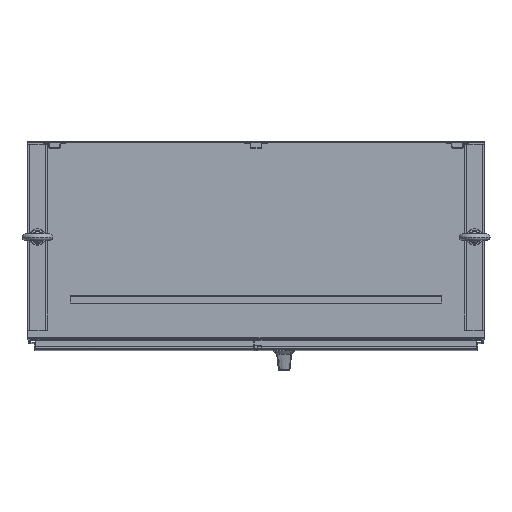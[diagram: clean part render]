
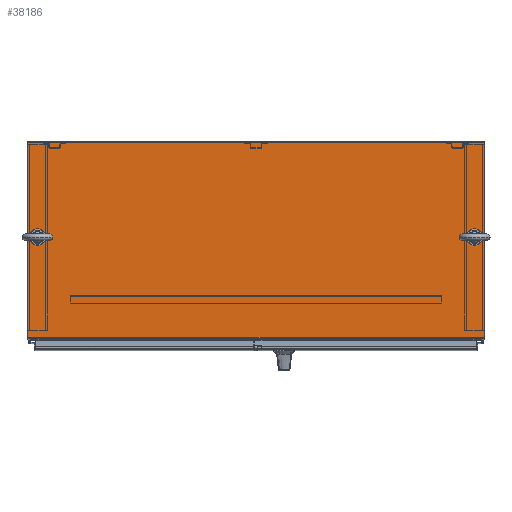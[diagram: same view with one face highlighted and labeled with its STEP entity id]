
A CAD part, top view. The second image highlights one B-rep face of the part: STEP entity #38186.
In plain terms, the highlighted planar face has unit normal (0, 0, 1).
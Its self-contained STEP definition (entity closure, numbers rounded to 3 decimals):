
#1711 = CARTESIAN_POINT ( 'NONE',  ( -22.937, -9.938, 30.063 ) ) ;
#2143 = VERTEX_POINT ( 'NONE', #55041 ) ;
#3184 = DIRECTION ( 'NONE',  ( 0., 1., 0. ) ) ;
#6615 = CARTESIAN_POINT ( 'NONE',  ( -23.937, -20.45, 30.063 ) ) ;
#9087 = ORIENTED_EDGE ( 'NONE', *, *, #69781, .T. ) ;
#9539 = CARTESIAN_POINT ( 'NONE',  ( -23.937, 0., 30.063 ) ) ;
#10028 = VERTEX_POINT ( 'NONE', #24909 ) ;
#10029 = DIRECTION ( 'NONE',  ( -1., 0., 0. ) ) ;
#11621 = CARTESIAN_POINT ( 'NONE',  ( 23.937, -20.593, 30.063 ) ) ;
#16527 = LINE ( 'NONE', #9539, #22175 ) ;
#16644 = DIRECTION ( 'NONE',  ( 0., 0., -1. ) ) ;
#18612 = DIRECTION ( 'NONE',  ( 0., 0., -1. ) ) ;
#22175 = VECTOR ( 'NONE', #10029, 39.37 ) ;
#23036 = DIRECTION ( 'NONE',  ( 0., 0., 1. ) ) ;
#23537 = PLANE ( 'NONE',  #30259 ) ;
#24909 = CARTESIAN_POINT ( 'NONE',  ( 23.311, -9.938, 30.063 ) ) ;
#25596 = CIRCLE ( 'NONE', #47937, 0.375 ) ;
#28004 = ORIENTED_EDGE ( 'NONE', *, *, #96241, .T. ) ;
#29793 = DIRECTION ( 'NONE',  ( 1., 0., 0. ) ) ;
#29907 = ORIENTED_EDGE ( 'NONE', *, *, #92500, .T. ) ;
#30259 = AXIS2_PLACEMENT_3D ( 'NONE', #38971, #23036, #52461 ) ;
#31223 = ORIENTED_EDGE ( 'NONE', *, *, #91221, .T. ) ;
#31392 = EDGE_LOOP ( 'NONE', ( #31223, #86746 ) ) ;
#32068 = DIRECTION ( 'NONE',  ( 0., 0., -1. ) ) ;
#37644 = LINE ( 'NONE', #52623, #81744 ) ;
#38186 = ADVANCED_FACE ( 'NONE', ( #69345, #38473, #68847 ), #23537, .T. ) ;
#38345 = CIRCLE ( 'NONE', #62269, 0.375 ) ;
#38473 = FACE_OUTER_BOUND ( 'NONE', #82068, .T. ) ;
#38971 = CARTESIAN_POINT ( 'NONE',  ( -23.937, -20.593, 30.063 ) ) ;
#43303 = CARTESIAN_POINT ( 'NONE',  ( -23.937, -20.45, 30.063 ) ) ;
#43364 = ORIENTED_EDGE ( 'NONE', *, *, #46394, .T. ) ;
#43493 = VERTEX_POINT ( 'NONE', #89879 ) ;
#46394 = EDGE_CURVE ( 'NONE', #51610, #10028, #38345, .T. ) ;
#47750 = VERTEX_POINT ( 'NONE', #81841 ) ;
#47937 = AXIS2_PLACEMENT_3D ( 'NONE', #50476, #18612, #94833 ) ;
#49458 = VERTEX_POINT ( 'NONE', #58043 ) ;
#50476 = CARTESIAN_POINT ( 'NONE',  ( 22.936, -9.938, 30.063 ) ) ;
#51610 = VERTEX_POINT ( 'NONE', #65115 ) ;
#51631 = DIRECTION ( 'NONE',  ( 0., -1., 0. ) ) ;
#52461 = DIRECTION ( 'NONE',  ( 1., 0., 0. ) ) ;
#52623 = CARTESIAN_POINT ( 'NONE',  ( -23.937, -20.593, 30.063 ) ) ;
#52837 = CARTESIAN_POINT ( 'NONE',  ( -22.562, -9.938, 30.063 ) ) ;
#53019 = CIRCLE ( 'NONE', #78468, 0.375 ) ;
#53654 = VERTEX_POINT ( 'NONE', #43303 ) ;
#54991 = CARTESIAN_POINT ( 'NONE',  ( 22.936, -9.938, 30.063 ) ) ;
#55041 = CARTESIAN_POINT ( 'NONE',  ( 23.937, 0., 30.063 ) ) ;
#58043 = CARTESIAN_POINT ( 'NONE',  ( -23.312, -9.938, 30.063 ) ) ;
#61410 = ORIENTED_EDGE ( 'NONE', *, *, #90509, .T. ) ;
#62269 = AXIS2_PLACEMENT_3D ( 'NONE', #54991, #16644, #63926 ) ;
#63879 = DIRECTION ( 'NONE',  ( 0., 0., -1. ) ) ;
#63926 = DIRECTION ( 'NONE',  ( 1., 0., 0. ) ) ;
#65115 = CARTESIAN_POINT ( 'NONE',  ( 22.561, -9.938, 30.063 ) ) ;
#65262 = CIRCLE ( 'NONE', #89107, 0.375 ) ;
#66649 = ORIENTED_EDGE ( 'NONE', *, *, #81881, .T. ) ;
#68847 = FACE_BOUND ( 'NONE', #88690, .T. ) ;
#69345 = FACE_BOUND ( 'NONE', #31392, .T. ) ;
#69781 = EDGE_CURVE ( 'NONE', #47750, #2143, #87849, .T. ) ;
#78468 = AXIS2_PLACEMENT_3D ( 'NONE', #85832, #63879, #29793 ) ;
#81400 = EDGE_CURVE ( 'NONE', #49458, #97816, #53019, .T. ) ;
#81744 = VECTOR ( 'NONE', #51631, 39.37 ) ;
#81841 = CARTESIAN_POINT ( 'NONE',  ( 23.937, -20.45, 30.063 ) ) ;
#81881 = EDGE_CURVE ( 'NONE', #43493, #53654, #37644, .T. ) ;
#82068 = EDGE_LOOP ( 'NONE', ( #9087, #61410, #66649, #28004 ) ) ;
#82830 = LINE ( 'NONE', #6615, #97380 ) ;
#85832 = CARTESIAN_POINT ( 'NONE',  ( -22.937, -9.938, 30.063 ) ) ;
#86746 = ORIENTED_EDGE ( 'NONE', *, *, #81400, .T. ) ;
#87849 = LINE ( 'NONE', #11621, #91696 ) ;
#88690 = EDGE_LOOP ( 'NONE', ( #29907, #43364 ) ) ;
#89107 = AXIS2_PLACEMENT_3D ( 'NONE', #1711, #32068, #92872 ) ;
#89879 = CARTESIAN_POINT ( 'NONE',  ( -23.937, 0., 30.063 ) ) ;
#90509 = EDGE_CURVE ( 'NONE', #2143, #43493, #16527, .T. ) ;
#91221 = EDGE_CURVE ( 'NONE', #97816, #49458, #65262, .T. ) ;
#91282 = DIRECTION ( 'NONE',  ( 1., 0., 0. ) ) ;
#91696 = VECTOR ( 'NONE', #3184, 39.37 ) ;
#92500 = EDGE_CURVE ( 'NONE', #10028, #51610, #25596, .T. ) ;
#92872 = DIRECTION ( 'NONE',  ( 1., 0., 0. ) ) ;
#94833 = DIRECTION ( 'NONE',  ( 1., 0., 0. ) ) ;
#96241 = EDGE_CURVE ( 'NONE', #53654, #47750, #82830, .T. ) ;
#97380 = VECTOR ( 'NONE', #91282, 39.37 ) ;
#97816 = VERTEX_POINT ( 'NONE', #52837 ) ;
